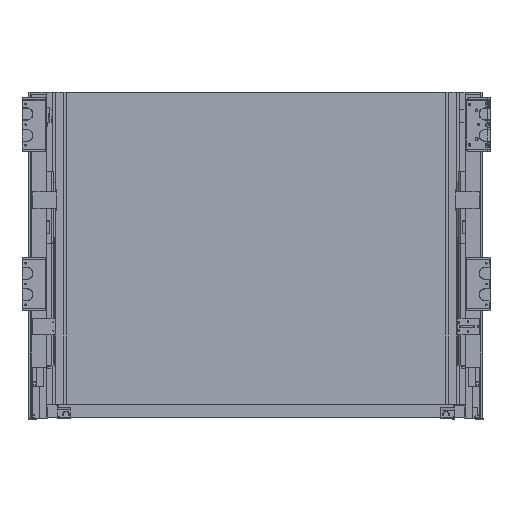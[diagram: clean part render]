
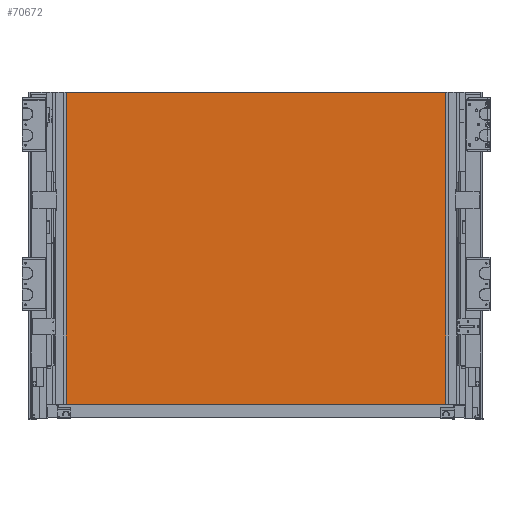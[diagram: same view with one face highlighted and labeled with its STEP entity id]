
A CAD part, front view. The second image highlights one B-rep face of the part: STEP entity #70672.
In plain terms, the highlighted planar face has unit normal (0, -1, 0).
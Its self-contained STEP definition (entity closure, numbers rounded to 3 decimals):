
#3757=FACE_OUTER_BOUND('',#7501,.T.);
#7501=EDGE_LOOP('',(#44241,#44242,#44243,#44244));
#11503=LINE('',#97786,#19436);
#11507=LINE('',#97794,#19440);
#11510=LINE('',#97800,#19443);
#11513=LINE('',#97805,#19446);
#19436=VECTOR('',#79650,1000.);
#19440=VECTOR('',#79656,1000.);
#19443=VECTOR('',#79661,1000.);
#19446=VECTOR('',#79666,1000.);
#27369=VERTEX_POINT('',#97784);
#27370=VERTEX_POINT('',#97785);
#27373=VERTEX_POINT('',#97793);
#27375=VERTEX_POINT('',#97799);
#34013=EDGE_CURVE('',#27369,#27370,#11503,.T.);
#34017=EDGE_CURVE('',#27370,#27373,#11507,.T.);
#34020=EDGE_CURVE('',#27373,#27375,#11510,.T.);
#34023=EDGE_CURVE('',#27375,#27369,#11513,.T.);
#44241=ORIENTED_EDGE('',*,*,#34013,.F.);
#44242=ORIENTED_EDGE('',*,*,#34023,.F.);
#44243=ORIENTED_EDGE('',*,*,#34020,.F.);
#44244=ORIENTED_EDGE('',*,*,#34017,.F.);
#64631=PLANE('',#74549);
#70672=ADVANCED_FACE('',(#3757),#64631,.T.);
#74549=AXIS2_PLACEMENT_3D('',#97808,#79670,#79671);
#79650=DIRECTION('',(0.,0.,-1.));
#79656=DIRECTION('',(-1.,0.,0.));
#79661=DIRECTION('',(0.,0.,1.));
#79666=DIRECTION('',(1.,0.,0.));
#79670=DIRECTION('center_axis',(0.,-1.,0.));
#79671=DIRECTION('ref_axis',(0.,0.,
-1.));
#97784=CARTESIAN_POINT('',(1240.977,1298.439,147.6));
#97785=CARTESIAN_POINT('',(1240.977,1298.439,-228.4));
#97786=CARTESIAN_POINT('',(1240.977,1298.439,147.6));
#97793=CARTESIAN_POINT('',(751.977,1298.439,-228.4));
#97794=CARTESIAN_POINT('',(751.977,1298.439,-228.4));
#97799=CARTESIAN_POINT('',(751.977,1298.439,147.6));
#97800=CARTESIAN_POINT('',(751.977,1298.439,147.6));
#97805=CARTESIAN_POINT('',(751.977,1298.439,147.6));
#97808=CARTESIAN_POINT('Origin',(996.477,1298.439,-40.4));
